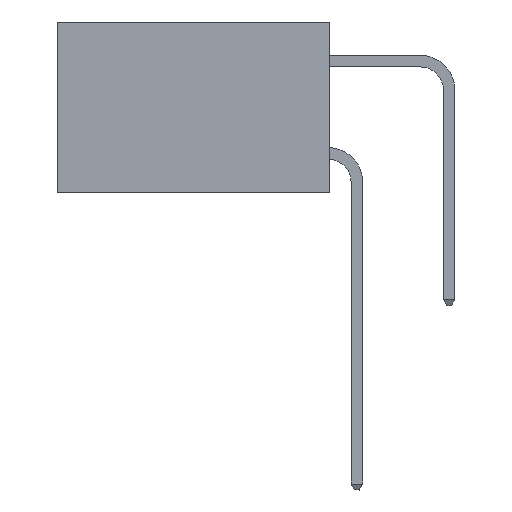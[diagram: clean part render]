
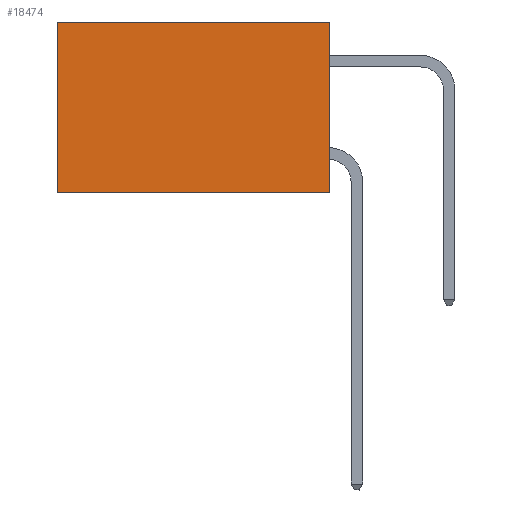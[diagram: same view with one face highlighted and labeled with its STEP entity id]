
A CAD part, left-side view. The second image highlights one B-rep face of the part: STEP entity #18474.
In plain terms, the highlighted planar face has unit normal (-1, 0, 0).
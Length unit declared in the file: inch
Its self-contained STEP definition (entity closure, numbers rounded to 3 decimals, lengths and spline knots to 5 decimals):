
#875 = VECTOR ( 'NONE', #2385, 39.37008 ) ;
#2115 = EDGE_CURVE ( 'NONE', #10840, #10907, #4305, .T. ) ;
#2353 = CARTESIAN_POINT ( 'NONE',  ( 0.277, 0., 0. ) ) ;
#2385 = DIRECTION ( 'NONE',  ( 0., 1., 0. ) ) ;
#2741 = DIRECTION ( 'NONE',  ( 0., 0., -1. ) ) ;
#3643 = AXIS2_PLACEMENT_3D ( 'NONE', #13424, #15582, #2741 ) ;
#4294 = VERTEX_POINT ( 'NONE', #26606 ) ;
#4305 = LINE ( 'NONE', #20263, #24159 ) ;
#4374 = LINE ( 'NONE', #5010, #20684 ) ;
#4575 = LINE ( 'NONE', #2353, #875 ) ;
#4892 = CARTESIAN_POINT ( 'NONE',  ( 0.277, 0.59, 0. ) ) ;
#5010 = CARTESIAN_POINT ( 'NONE',  ( 0.277, 0., -0.37 ) ) ;
#5184 = VECTOR ( 'NONE', #24396, 39.37008 ) ;
#7835 = EDGE_LOOP ( 'NONE', ( #9162, #18657, #13642, #16987 ) ) ;
#9162 = ORIENTED_EDGE ( 'NONE', *, *, #2115, .T. ) ;
#9191 = DIRECTION ( 'NONE',  ( 0., 1., 0. ) ) ;
#9622 = CARTESIAN_POINT ( 'NONE',  ( 0.277, 0., -0.37 ) ) ;
#9978 = EDGE_CURVE ( 'NONE', #13639, #10840, #4575, .T. ) ;
#10840 = VERTEX_POINT ( 'NONE', #4892 ) ;
#10907 = VERTEX_POINT ( 'NONE', #24222 ) ;
#10917 = EDGE_CURVE ( 'NONE', #13639, #4294, #25665, .T. ) ;
#12036 = CARTESIAN_POINT ( 'NONE',  ( 0.277, 0., 0. ) ) ;
#12954 = FACE_OUTER_BOUND ( 'NONE', #7835, .T. ) ;
#13424 = CARTESIAN_POINT ( 'NONE',  ( 0.277, 0., -0.37 ) ) ;
#13639 = VERTEX_POINT ( 'NONE', #12036 ) ;
#13642 = ORIENTED_EDGE ( 'NONE', *, *, #10917, .F. ) ;
#15582 = DIRECTION ( 'NONE',  ( 1., 0., 0. ) ) ;
#16540 = EDGE_CURVE ( 'NONE', #4294, #10907, #4374, .T. ) ;
#16987 = ORIENTED_EDGE ( 'NONE', *, *, #9978, .T. ) ;
#18474 = ADVANCED_FACE ( 'NONE', ( #12954 ), #25978, .F. ) ;
#18657 = ORIENTED_EDGE ( 'NONE', *, *, #16540, .F. ) ;
#20263 = CARTESIAN_POINT ( 'NONE',  ( 0.277, 0.59, -0.37 ) ) ;
#20613 = DIRECTION ( 'NONE',  ( 0., 0., -1. ) ) ;
#20684 = VECTOR ( 'NONE', #9191, 39.37008 ) ;
#24159 = VECTOR ( 'NONE', #20613, 39.37008 ) ;
#24222 = CARTESIAN_POINT ( 'NONE',  ( 0.277, 0.59, -0.37 ) ) ;
#24396 = DIRECTION ( 'NONE',  ( 0., 0., -1. ) ) ;
#25665 = LINE ( 'NONE', #9622, #5184 ) ;
#25978 = PLANE ( 'NONE',  #3643 ) ;
#26606 = CARTESIAN_POINT ( 'NONE',  ( 0.277, 0., -0.37 ) ) ;
